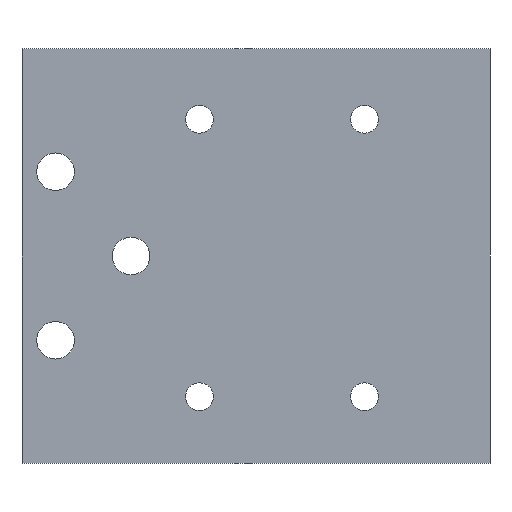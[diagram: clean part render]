
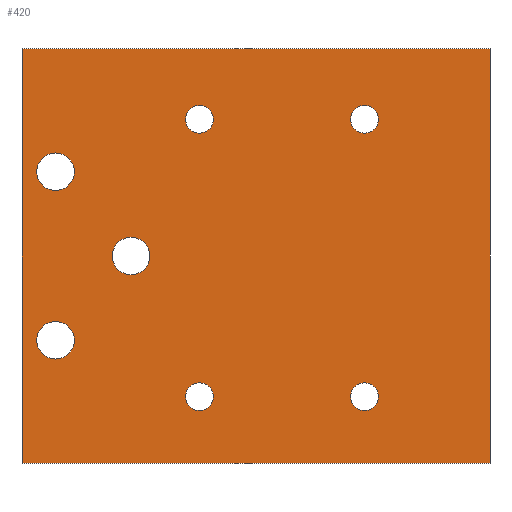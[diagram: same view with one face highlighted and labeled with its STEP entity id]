
A CAD part, left-side view. The second image highlights one B-rep face of the part: STEP entity #420.
In plain terms, the highlighted planar face has unit normal (-1, 0, 0).
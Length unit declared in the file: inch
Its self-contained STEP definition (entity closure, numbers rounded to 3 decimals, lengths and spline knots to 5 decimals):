
#15=LINE('',#614,#51);
#44=LINE('',#674,#80);
#47=LINE('',#679,#83);
#49=LINE('',#682,#85);
#51=VECTOR('',#511,0.3937);
#80=VECTOR('',#560,0.3937);
#83=VECTOR('',#565,0.3937);
#85=VECTOR('',#569,0.3937);
#101=PLANE('',#464);
#117=FACE_BOUND('',#183,.T.);
#118=FACE_BOUND('',#184,.T.);
#119=FACE_BOUND('',#185,.T.);
#120=FACE_BOUND('',#186,.T.);
#121=FACE_BOUND('',#187,.T.);
#122=FACE_BOUND('',#188,.T.);
#123=FACE_BOUND('',#189,.T.);
#145=FACE_OUTER_BOUND('',#182,.T.);
#182=EDGE_LOOP('',(#381,#382,#383,#384));
#183=EDGE_LOOP('',(#385));
#184=EDGE_LOOP('',(#386));
#185=EDGE_LOOP('',(#387));
#186=EDGE_LOOP('',(#388));
#187=EDGE_LOOP('',(#389));
#188=EDGE_LOOP('',(#390));
#189=EDGE_LOOP('',(#391));
#190=CIRCLE('',#430,0.04134);
#192=CIRCLE('',#433,0.04134);
#194=CIRCLE('',#436,0.04134);
#196=CIRCLE('',#439,0.04134);
#199=CIRCLE('',#443,0.056);
#201=CIRCLE('',#446,0.056);
#203=CIRCLE('',#449,0.056);
#204=VERTEX_POINT('',#577);
#206=VERTEX_POINT('',#582);
#208=VERTEX_POINT('',#587);
#210=VERTEX_POINT('',#592);
#213=VERTEX_POINT('',#599);
#215=VERTEX_POINT('',#604);
#217=VERTEX_POINT('',#609);
#218=VERTEX_POINT('',#612);
#219=VERTEX_POINT('',#613);
#239=VERTEX_POINT('',#671);
#240=VERTEX_POINT('',#673);
#242=EDGE_CURVE('',#204,#204,#190,.T.);
#244=EDGE_CURVE('',#206,#206,#192,.T.);
#246=EDGE_CURVE('',#208,#208,#194,.T.);
#248=EDGE_CURVE('',#210,#210,#196,.T.);
#251=EDGE_CURVE('',#213,#213,#199,.T.);
#253=EDGE_CURVE('',#215,#215,#201,.T.);
#255=EDGE_CURVE('',#217,#217,#203,.T.);
#256=EDGE_CURVE('',#218,#219,#15,.T.);
#285=EDGE_CURVE('',#239,#240,#44,.T.);
#288=EDGE_CURVE('',#240,#218,#47,.T.);
#290=EDGE_CURVE('',#219,#239,#49,.T.);
#381=ORIENTED_EDGE('',*,*,#290,.F.);
#382=ORIENTED_EDGE('',*,*,#256,.F.);
#383=ORIENTED_EDGE('',*,*,#288,.F.);
#384=ORIENTED_EDGE('',*,*,#285,.F.);
#385=ORIENTED_EDGE('',*,*,#242,.T.);
#386=ORIENTED_EDGE('',*,*,#244,.T.);
#387=ORIENTED_EDGE('',*,*,#246,.T.);
#388=ORIENTED_EDGE('',*,*,#248,.T.);
#389=ORIENTED_EDGE('',*,*,#251,.T.);
#390=ORIENTED_EDGE('',*,*,#253,.T.);
#391=ORIENTED_EDGE('',*,*,#255,.T.);
#420=ADVANCED_FACE('',(#145,#117,#118,#119,#120,#121,#122,#123),#101,.F.);
#430=AXIS2_PLACEMENT_3D('',#578,#469,#470);
#433=AXIS2_PLACEMENT_3D('',#583,#475,#476);
#436=AXIS2_PLACEMENT_3D('',#588,#481,#482);
#439=AXIS2_PLACEMENT_3D('',#593,#487,#488);
#443=AXIS2_PLACEMENT_3D('',#600,#495,#496);
#446=AXIS2_PLACEMENT_3D('',#605,#501,#502);
#449=AXIS2_PLACEMENT_3D('',#610,#507,#508);
#464=AXIS2_PLACEMENT_3D('',#685,#573,#574);
#469=DIRECTION('center_axis',(1.,0.,0.));
#470=DIRECTION('ref_axis',(0.,0.,1.));
#475=DIRECTION('center_axis',(1.,0.,0.));
#476=DIRECTION('ref_axis',(0.,0.,1.));
#481=DIRECTION('center_axis',(1.,0.,0.));
#482=DIRECTION('ref_axis',(0.,0.,1.));
#487=DIRECTION('center_axis',(1.,0.,0.));
#488=DIRECTION('ref_axis',(0.,0.,1.));
#495=DIRECTION('center_axis',(1.,0.,0.));
#496=DIRECTION('ref_axis',(0.,0.,-1.));
#501=DIRECTION('center_axis',(1.,0.,0.));
#502=DIRECTION('ref_axis',(0.,0.,-1.));
#507=DIRECTION('center_axis',(1.,0.,0.));
#508=DIRECTION('ref_axis',(0.,0.,-1.));
#511=DIRECTION('',(0.,0.,1.));
#560=DIRECTION('',(0.,0.,-1.));
#565=DIRECTION('',(0.,1.,0.));
#569=DIRECTION('',(0.,-1.,0.));
#573=DIRECTION('center_axis',(1.,0.,0.));
#574=DIRECTION('ref_axis',(0.,0.,-1.));
#577=CARTESIAN_POINT('',(0.,-0.09843,-0.46063));
#578=CARTESIAN_POINT('Origin',(0.,-0.09843,-0.41929));
#582=CARTESIAN_POINT('',(0.,0.3937,0.36614));
#583=CARTESIAN_POINT('Origin',(0.,0.3937,0.40748));
#587=CARTESIAN_POINT('',(0.,0.3937,-0.46063));
#588=CARTESIAN_POINT('Origin',(0.,0.3937,-0.41929));
#592=CARTESIAN_POINT('',(0.,-0.09843,0.36614));
#593=CARTESIAN_POINT('Origin',(0.,-0.09843,0.40748));
#599=CARTESIAN_POINT('',(0.,0.82244,0.30713));
#600=CARTESIAN_POINT('Origin',(0.,0.82244,0.25113));
#604=CARTESIAN_POINT('',(0.,0.82244,-0.19513));
#605=CARTESIAN_POINT('Origin',(0.,0.82244,-0.25113));
#609=CARTESIAN_POINT('',(0.,0.59744,0.056));
#610=CARTESIAN_POINT('Origin',(0.,0.59744,0.));
#612=CARTESIAN_POINT('',(0.,0.92244,-0.61713));
#613=CARTESIAN_POINT('',(0.,0.92244,0.61713));
#614=CARTESIAN_POINT('',(0.,0.92244,-0.61713));
#671=CARTESIAN_POINT('',(0.,-0.47244,0.61713));
#673=CARTESIAN_POINT('',(0.,-0.47244,-0.61713));
#674=CARTESIAN_POINT('',(0.,-0.47244,0.61713));
#679=CARTESIAN_POINT('',(0.,-0.47244,-0.61713));
#682=CARTESIAN_POINT('',(0.,0.47244,0.61713));
#685=CARTESIAN_POINT('Origin',(0.,0.,0.));
